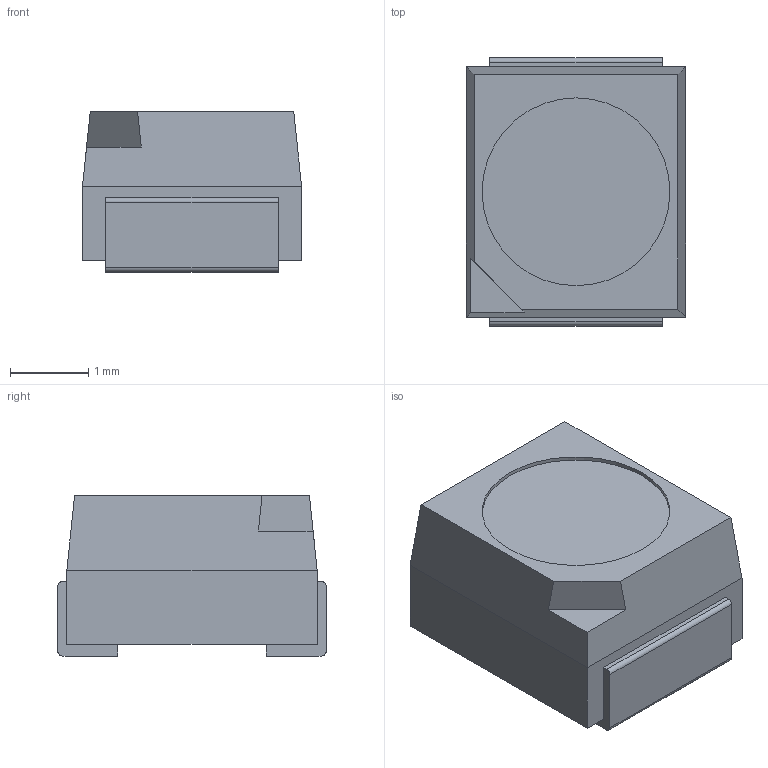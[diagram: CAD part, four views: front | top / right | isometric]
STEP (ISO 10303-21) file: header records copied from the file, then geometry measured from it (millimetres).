
FILE_DESCRIPTION(('FreeCAD Model'),'2;1');
FILE_NAME('LED_1210RVC.step','2020-02-27T20:50:39',('Author'),(''), 'Open CASCADE STEP processor 7.3','FreeCAD','Unknown');
FILE_SCHEMA(('AUTOMOTIVE_DESIGN { 1 0 10303 214 1 1 1 1 }'));
Length unit declared in the file: millimetre
Products named in the file (3): Plastic; PinPad1; PinPad2
Bounding box: 2.8 x 3.43 x 2.05 mm (x, y, z)
Volume: 17 mm3; surface area: 55.2 mm2
Topology: 3 solids, 3 shells, 34 faces, 77 edges, 50 vertices
Faces by surface type: plane 29, cylinder 5
Full cylindrical faces by diameter (mm): 2.4 x1
Entity records: 1087 total; most frequent: CARTESIAN_POINT 162, DIRECTION 157, ORIENTED_EDGE 154, EDGE_CURVE 77, LINE 67, VECTOR 67, VERTEX_POINT 50, AXIS2_PLACEMENT_3D 45
